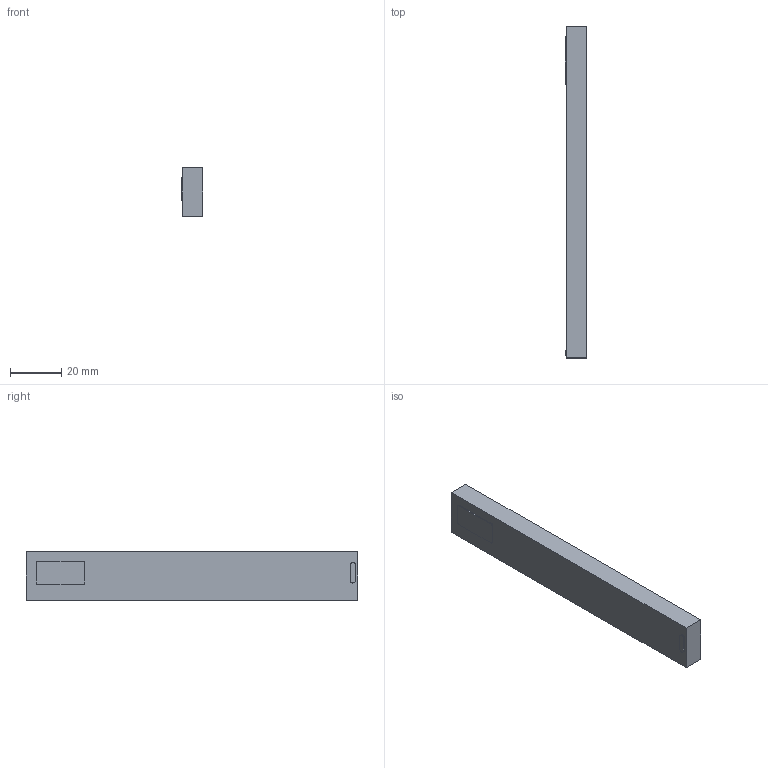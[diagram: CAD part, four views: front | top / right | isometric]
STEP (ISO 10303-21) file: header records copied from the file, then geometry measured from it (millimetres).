
FILE_DESCRIPTION(('CATIA V5 STEP Exchange'),'2;1');
FILE_NAME('Camera.stp','2023-06-06T10:28:28+00:00',('none'),('none'),'CATIA Version 5 Release 20 GA (IN-10)','CATIA V5 STEP AP203','none');
FILE_SCHEMA(('CONFIG_CONTROL_DESIGN'));
Length unit declared in the file: millimetre
Products named in the file (1): Camera
Bounding box: 8.5 x 130 x 19 mm (x, y, z)
Volume: 19853 mm3; surface area: 7360.7 mm2
Topology: 1 solids, 1 shells, 20 faces, 48 edges, 32 vertices
Faces by surface type: plane 14, cylinder 6
Entity records: 609 total; most frequent: CARTESIAN_POINT 100, ORIENTED_EDGE 96, DIRECTION 86, EDGE_CURVE 48, VECTOR 36, LINE 36, AXIS2_PLACEMENT_3D 32, VERTEX_POINT 32
